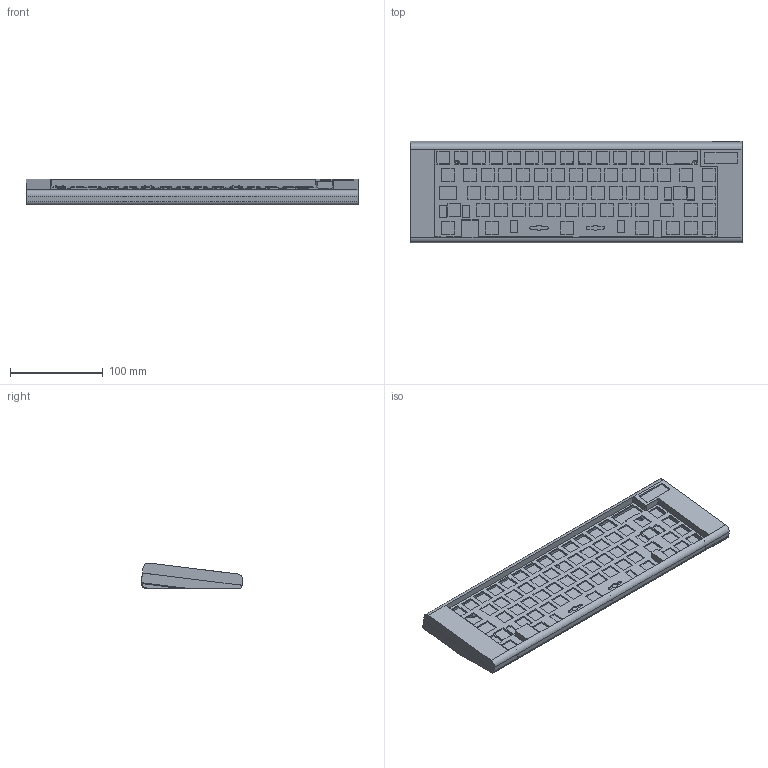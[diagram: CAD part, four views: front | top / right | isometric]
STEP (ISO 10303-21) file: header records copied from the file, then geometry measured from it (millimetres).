
FILE_DESCRIPTION(/* description */ (''),/* implementation_level */ '2;1');
FILE_NAME(/* name */ '70781c4f-3cce-4e9c-9ccf-a3574ce6ec2e.stp',/* time_stamp */ '2022-06-07T18:28:26Z',/* author */ (''),/* organization */ (''),/* preprocessor_version */ 'ST-DEVELOPER v19',/* originating_system */ 'Autodesk Translation Framework v11.7.0.108',/* authorisation */ '');
FILE_SCHEMA (('AUTOMOTIVE_DESIGN { 1 0 10303 214 3 1 1 }'));
Length unit declared in the file: millimetre
Products named in the file (1): beaming
Bounding box: 357.75 x 109.42 x 27.88 mm (x, y, z)
Volume: 413613.3 mm3; surface area: 198126.3 mm2
Topology: 4 solids, 4 shells, 792 faces, 2246 edges, 1489 vertices
Faces by surface type: plane 521, cylinder 142, bspline 126, cone 3
Full cylindrical faces by diameter (mm): 1.623 x7, 2 x7, 3.332 x11, 4 x11
Entity records: 27085 total; most frequent: CARTESIAN_POINT 6688, ORIENTED_EDGE 4492, DIRECTION 3611, EDGE_CURVE 2246, LINE 1699, VECTOR 1699, VERTEX_POINT 1489, EDGE_LOOP 1007
